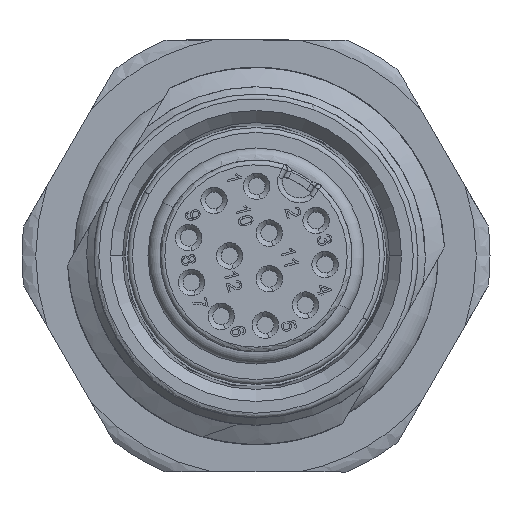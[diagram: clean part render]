
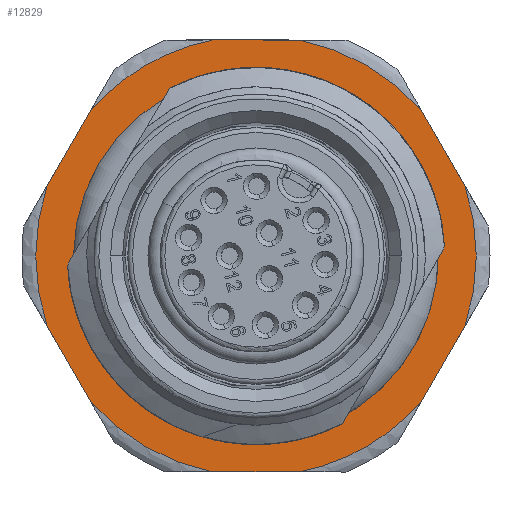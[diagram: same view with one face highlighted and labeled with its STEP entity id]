
A CAD part, front view. The second image highlights one B-rep face of the part: STEP entity #12829.
In plain terms, the highlighted planar face has unit normal (0, -1, 0).
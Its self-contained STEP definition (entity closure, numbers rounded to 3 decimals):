
#1766=CARTESIAN_POINT('',(0.,-4.1,0.));
#1767=DIRECTION('',(0.,1.,0.));
#1768=DIRECTION('',(-0.474,0.,0.881));
#1769=AXIS2_PLACEMENT_3D('',#1766,#1767,#1768);
#1771=CARTESIAN_POINT('',(-3.847,-4.1,6.572));
#1772=CARTESIAN_POINT('',(-3.806,-4.1,6.593));
#1773=CARTESIAN_POINT('',(-3.724,-4.1,6.634));
#1774=CARTESIAN_POINT('',(-3.641,-4.1,6.674));
#1775=CARTESIAN_POINT('',(-3.599,-4.1,6.694));
#1777=CARTESIAN_POINT('',(0.,-4.1,0.));
#1778=DIRECTION('',(0.,-1.,0.));
#1779=DIRECTION('',(-0.5,0.,0.866));
#1780=AXIS2_PLACEMENT_3D('',#1777,#1778,#1779);
#1782=CARTESIAN_POINT('',(0.,-4.1,0.));
#1783=DIRECTION('',(0.,-1.,0.));
#1784=DIRECTION('',(-0.197,0.,0.98));
#1785=AXIS2_PLACEMENT_3D('',#1782,#1783,#1784);
#1787=CARTESIAN_POINT('',(0.,-4.1,0.));
#1788=DIRECTION('',(0.,-1.,0.));
#1789=DIRECTION('',(0.751,0.,0.661));
#1790=AXIS2_PLACEMENT_3D('',#1787,#1788,#1789);
#1792=DIRECTION('',(-0.5,0.,0.866));
#1793=VECTOR('',#1792,3.618);
#1794=CARTESIAN_POINT('',(8.699,-4.1,2.933));
#1795=LINE('',#1794,#1793);
#1796=CARTESIAN_POINT('',(0.,-4.1,0.));
#1797=DIRECTION('',(0.,-1.,0.));
#1798=DIRECTION('',(0.948,0.,-0.32));
#1799=AXIS2_PLACEMENT_3D('',#1796,#1797,#1798);
#1801=DIRECTION('',(0.5,0.,0.866));
#1802=VECTOR('',#1801,3.618);
#1803=CARTESIAN_POINT('',(6.89,-4.1,-6.067));
#1804=LINE('',#1803,#1802);
#1805=CARTESIAN_POINT('',(0.,-4.1,0.));
#1806=DIRECTION('',(0.,-1.,0.));
#1807=DIRECTION('',(0.5,0.,-0.866));
#1808=AXIS2_PLACEMENT_3D('',#1805,#1806,#1807);
#1810=CARTESIAN_POINT('',(0.,-4.1,0.));
#1811=DIRECTION('',(0.,-1.,0.));
#1812=DIRECTION('',(0.197,0.,-0.98));
#1813=AXIS2_PLACEMENT_3D('',#1810,#1811,#1812);
#1815=CARTESIAN_POINT('',(0.,-4.1,0.));
#1816=DIRECTION('',(0.,-1.,0.));
#1817=DIRECTION('',(-0.751,0.,-0.661));
#1818=AXIS2_PLACEMENT_3D('',#1815,#1816,#1817);
#1820=DIRECTION('',(0.5,0.,-0.866));
#1821=VECTOR('',#1820,3.618);
#1822=CARTESIAN_POINT('',(-8.699,-4.1,-2.933));
#1823=LINE('',#1822,#1821);
#1824=CARTESIAN_POINT('',(0.,-4.1,0.));
#1825=DIRECTION('',(0.,-1.,0.));
#1826=DIRECTION('',(-0.948,0.,0.32));
#1827=AXIS2_PLACEMENT_3D('',#1824,#1825,#1826);
#1829=DIRECTION('',(-0.5,0.,-0.866));
#1830=VECTOR('',#1829,3.618);
#1831=CARTESIAN_POINT('',(-6.89,-4.1,6.067));
#1832=LINE('',#1831,#1830);
#1833=CARTESIAN_POINT('',(0.,-4.1,0.));
#1834=DIRECTION('',(0.,1.,0.));
#1835=DIRECTION('',(-1.,0.,0.009));
#1836=AXIS2_PLACEMENT_3D('',#1833,#1834,#1835);
#1862=CARTESIAN_POINT('',(-8.699,-4.1,-2.933));
#1884=CARTESIAN_POINT('',(-8.699,-4.1,2.933));
#1905=DIRECTION('',(-1.,0.,0.));
#1906=VECTOR('',#1905,3.618);
#1907=CARTESIAN_POINT('',(1.809,-4.1,-9.));
#1908=LINE('',#1907,#1906);
#1988=DIRECTION('',(1.,0.,0.));
#1989=VECTOR('',#1988,3.618);
#1990=CARTESIAN_POINT('',(-1.809,-4.1,9.));
#1991=LINE('',#1990,#1989);
#2127=DIRECTION('',(0.508,0.,0.862));
#2128=VECTOR('',#2127,0.03);
#2129=CARTESIAN_POINT('',(-3.862,-4.1,6.546));
#2130=LINE('',#2129,#2128);
#2531=DIRECTION('',(0.492,0.,0.87));
#2532=VECTOR('',#2531,0.514);
#2533=CARTESIAN_POINT('',(-7.853,-4.1,-0.376));
#2534=LINE('',#2533,#2532);
#2617=CARTESIAN_POINT('',(-4.273,-4.1,-6.285));
#2618=CARTESIAN_POINT('',(-4.525,-4.1,-6.133));
#2619=CARTESIAN_POINT('',(-4.981,-4.1,-5.818));
#2620=CARTESIAN_POINT('',(-5.536,-4.1,-5.344));
#2621=CARTESIAN_POINT('',(-5.99,-4.1,-4.882));
#2622=CARTESIAN_POINT('',(-6.369,-4.1,-4.429));
#2623=CARTESIAN_POINT('',(-6.69,-4.1,-3.985));
#2624=CARTESIAN_POINT('',(-6.965,-4.1,-3.541));
#2625=CARTESIAN_POINT('',(-7.208,-4.1,-3.086));
#2626=CARTESIAN_POINT('',(-7.35,-4.1,-2.771));
#2627=CARTESIAN_POINT('',(-7.416,-4.1,-2.611));
#2645=CARTESIAN_POINT('',(-0.001,-4.1,-0.001));
#2646=DIRECTION('',(0.,-1.,0.));
#2647=DIRECTION('',(-0.999,0.,-0.048));
#2648=AXIS2_PLACEMENT_3D('',#2645,#2646,#2647);
#9140=VERTEX_POINT('',#1862);
#9141=VERTEX_POINT('',#1884);
#9142=CARTESIAN_POINT('',(-6.89,-4.1,-6.067));
#9143=VERTEX_POINT('',#9142);
#9145=CARTESIAN_POINT('',(-4.59,-4.1,7.95));
#9146=CARTESIAN_POINT('',(-6.89,-4.1,6.067));
#9147=VERTEX_POINT('',#9145);
#9148=VERTEX_POINT('',#9146);
#9149=CARTESIAN_POINT('',(-1.809,-4.1,9.));
#9150=VERTEX_POINT('',#9149);
#9151=CARTESIAN_POINT('',(1.809,-4.1,9.));
#9152=VERTEX_POINT('',#9151);
#9153=CARTESIAN_POINT('',(6.89,-4.1,6.067));
#9154=VERTEX_POINT('',#9153);
#9155=CARTESIAN_POINT('',(8.699,-4.1,2.933));
#9156=VERTEX_POINT('',#9155);
#9157=CARTESIAN_POINT('',(8.699,-4.1,-2.933));
#9158=VERTEX_POINT('',#9157);
#9159=CARTESIAN_POINT('',(6.89,-4.1,-6.067));
#9160=VERTEX_POINT('',#9159);
#9161=CARTESIAN_POINT('',(4.59,-4.1,-7.95));
#9162=VERTEX_POINT('',#9161);
#9163=CARTESIAN_POINT('',(1.809,-4.1,-9.));
#9164=VERTEX_POINT('',#9163);
#9165=CARTESIAN_POINT('',(-1.809,-4.1,-9.));
#9166=VERTEX_POINT('',#9165);
#10615=CARTESIAN_POINT('',(-3.862,-4.1,6.546));
#10616=CARTESIAN_POINT('',(-3.847,-4.1,6.572));
#10617=VERTEX_POINT('',#10615);
#10618=VERTEX_POINT('',#10616);
#10631=VERTEX_POINT('',#1775);
#10636=CARTESIAN_POINT('',(-7.853,-4.1,-0.376));
#10637=CARTESIAN_POINT('',(-7.6,-4.1,0.072));
#10638=VERTEX_POINT('',#10636);
#10639=VERTEX_POINT('',#10637);
#10644=CARTESIAN_POINT('',(-7.416,-4.1,-2.611));
#10645=VERTEX_POINT('',#10644);
#10646=VERTEX_POINT('',#2617);
#12780=CARTESIAN_POINT('',(0.,-4.1,0.));
#12781=DIRECTION('',(0.,1.,0.));
#12782=DIRECTION('',(1.,0.,0.));
#12783=AXIS2_PLACEMENT_3D('',#12780,#12781,#12782);
#12784=PLANE('',#12783);
#12786=ORIENTED_EDGE('',*,*,#12785,.F.);
#12788=ORIENTED_EDGE('',*,*,#12787,.F.);
#12790=ORIENTED_EDGE('',*,*,#12789,.T.);
#12792=ORIENTED_EDGE('',*,*,#12791,.F.);
#12794=ORIENTED_EDGE('',*,*,#12793,.F.);
#12796=ORIENTED_EDGE('',*,*,#12795,.F.);
#12798=ORIENTED_EDGE('',*,*,#12797,.F.);
#12800=ORIENTED_EDGE('',*,*,#12799,.F.);
#12802=ORIENTED_EDGE('',*,*,#12801,.F.);
#12804=ORIENTED_EDGE('',*,*,#12803,.T.);
#12806=ORIENTED_EDGE('',*,*,#12805,.F.);
#12808=ORIENTED_EDGE('',*,*,#12807,.F.);
#12810=ORIENTED_EDGE('',*,*,#12809,.F.);
#12812=ORIENTED_EDGE('',*,*,#12811,.F.);
#12813=EDGE_LOOP('',(#12786,#12788,#12790,#12792,#12794,#12796,#12798,#12800,
#12802,#12804,#12806,#12808,#12810,#12812));
#12814=FACE_OUTER_BOUND('',#12813,.F.);
#12816=ORIENTED_EDGE('',*,*,#12815,.F.);
#12818=ORIENTED_EDGE('',*,*,#12817,.F.);
#12820=ORIENTED_EDGE('',*,*,#12819,.F.);
#12822=ORIENTED_EDGE('',*,*,#12821,.T.);
#12824=ORIENTED_EDGE('',*,*,#12823,.F.);
#12825=ORIENTED_EDGE('',*,*,#12693,.F.);
#12826=ORIENTED_EDGE('',*,*,#12766,.F.);
#12827=EDGE_LOOP('',(#12816,#12818,#12820,#12822,#12824,#12825,#12826));
#12828=FACE_BOUND('',#12827,.F.);
#12829=ADVANCED_FACE('',(#12814,#12828),#12784,.F.);
#1770=CIRCLE('',#1769,7.6);
#1776=B_SPLINE_CURVE_WITH_KNOTS('',3,(#1771,#1772,#1773,#1774,#1775),
.UNSPECIFIED.,.F.,.F.,(4,1,4),(0.,0.5,1.),.UNSPECIFIED.);
#1781=CIRCLE('',#1780,9.18);
#1786=CIRCLE('',#1785,9.18);
#1791=CIRCLE('',#1790,9.18);
#1800=CIRCLE('',#1799,9.18);
#1809=CIRCLE('',#1808,9.18);
#1814=CIRCLE('',#1813,9.18);
#1819=CIRCLE('',#1818,9.18);
#1828=CIRCLE('',#1827,9.18);
#1837=CIRCLE('',#1836,7.6);
#2628=B_SPLINE_CURVE_WITH_KNOTS('',3,(#2617,#2618,#2619,#2620,#2621,#2622,#2623,
#2624,#2625,#2626,#2627),.UNSPECIFIED.,.F.,.F.,(4,1,1,1,1,1,1,1,4),(0.,
0.125,0.25,0.375,0.5,0.625,0.75,0.875,1.),.UNSPECIFIED.);
#2649=CIRCLE('',#2648,7.861);
#12693=EDGE_CURVE('',#10631,#10646,#1770,.T.);
#12766=EDGE_CURVE('',#10618,#10631,#1776,.T.);
#12785=EDGE_CURVE('',#9147,#9148,#1781,.T.);
#12787=EDGE_CURVE('',#9150,#9147,#1786,.T.);
#12789=EDGE_CURVE('',#9150,#9152,#1991,.T.);
#12791=EDGE_CURVE('',#9154,#9152,#1791,.T.);
#12793=EDGE_CURVE('',#9156,#9154,#1795,.T.);
#12795=EDGE_CURVE('',#9158,#9156,#1800,.T.);
#12797=EDGE_CURVE('',#9160,#9158,#1804,.T.);
#12799=EDGE_CURVE('',#9162,#9160,#1809,.T.);
#12801=EDGE_CURVE('',#9164,#9162,#1814,.T.);
#12803=EDGE_CURVE('',#9164,#9166,#1908,.T.);
#12805=EDGE_CURVE('',#9143,#9166,#1819,.T.);
#12807=EDGE_CURVE('',#9140,#9143,#1823,.T.);
#12809=EDGE_CURVE('',#9141,#9140,#1828,.T.);
#12811=EDGE_CURVE('',#9148,#9141,#1832,.T.);
#12815=EDGE_CURVE('',#10617,#10618,#2130,.T.);
#12817=EDGE_CURVE('',#10639,#10617,#1837,.T.);
#12819=EDGE_CURVE('',#10638,#10639,#2534,.T.);
#12821=EDGE_CURVE('',#10638,#10645,#2649,.T.);
#12823=EDGE_CURVE('',#10646,#10645,#2628,.T.);
